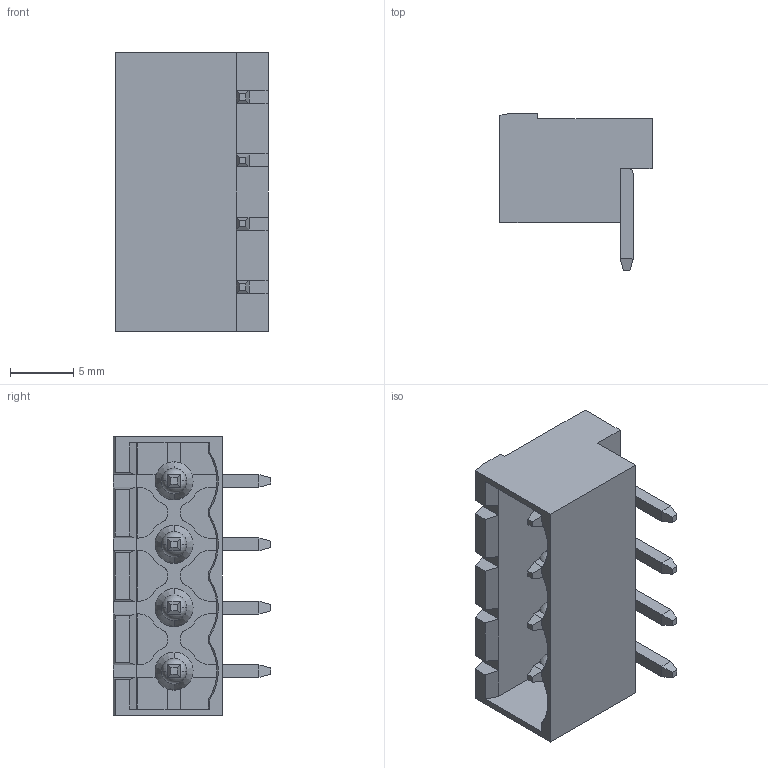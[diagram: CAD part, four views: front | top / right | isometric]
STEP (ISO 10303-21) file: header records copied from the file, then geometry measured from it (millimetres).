
FILE_DESCRIPTION (( 'STEP AP214' ), '1' );
FILE_NAME ('1757268.STEP', '2022-01-07T04:51:37', ( '' ), ( '' ), 'SwSTEP 2.0', 'SolidWorks 2018', '' );
FILE_SCHEMA (( 'AUTOMOTIVE_DESIGN' ));
Length unit declared in the file: millimetre
Products named in the file (1): 1757268
Bounding box: 12 x 12.43 x 22 mm (x, y, z)
Volume: 1003.9 mm3; surface area: 1983.2 mm2
Topology: 5 solids, 5 shells, 259 faces, 692 edges, 432 vertices
Faces by surface type: plane 174, cylinder 65, cone 12, sphere 8
Entity records: 10788 total; most frequent: CARTESIAN_POINT 1400, DIRECTION 1398, ORIENTED_EDGE 1368, EDGE_CURVE 684, LINE 474, VECTOR 474, AXIS2_PLACEMENT_3D 462, VERTEX_POINT 432
